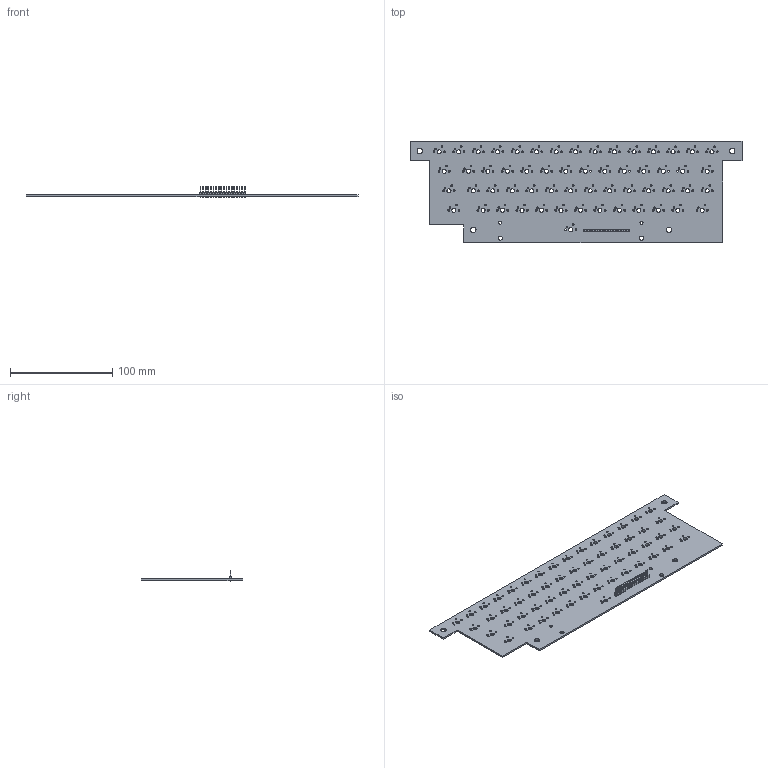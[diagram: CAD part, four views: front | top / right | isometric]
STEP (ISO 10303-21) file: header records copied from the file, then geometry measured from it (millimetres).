
FILE_DESCRIPTION(('KiCad electronic assembly'),'2;1');
FILE_NAME('Atari800Keyboard.step','2021-02-24T19:26:13',('An Author'),( 'A Company'),'Open CASCADE STEP processor 6.9', 'KiCad to STEP converter','Unknown');
FILE_SCHEMA(('AUTOMOTIVE_DESIGN { 1 0 10303 214 1 1 1 1 }'));
Length unit declared in the file: millimetre
Products named in the file (4): Open CASCADE STEP translator 6.9 1; PinHeader_1x18_P2.54mm_Vertical; SOLID; COMPOUND
Assembly tree (3 placements, depth 3):
  Open CASCADE STEP translator 6.9 1
    PinHeader_1x18_P2.54mm_Vertical
      SOLID
    COMPOUND
Bounding box: 324.64 x 99.22 x 11.54 mm (x, y, z)
Volume: 43963.3 mm3; surface area: 60009.1 mm2
Topology: 2 solids, 2 shells, 761 faces, 2019 edges, 1298 vertices
Faces by surface type: plane 450, cylinder 311
Full cylindrical faces by diameter (mm): 1 x18, 1.5 x114, 1.7 x114, 3.05 x2, 4 x59, 5.3 x4
Entity records: 54150 total; most frequent: DIRECTION 8209, CARTESIAN_POINT 8120, LINE 4813, VECTOR 4813, ORIENTED_EDGE 4038, PCURVE 4038, DEFINITIONAL_REPRESENTATION 4038, EDGE_CURVE 2019
